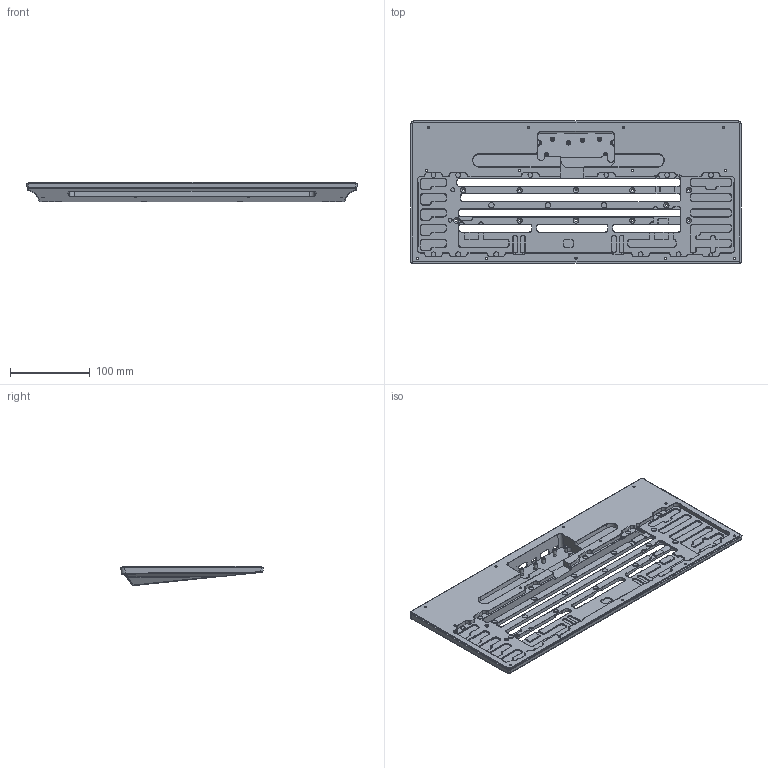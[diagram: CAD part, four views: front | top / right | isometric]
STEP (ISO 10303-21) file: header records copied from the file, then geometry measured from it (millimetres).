
FILE_DESCRIPTION(/* description */ ('STEP AP214','CAx-IF Rec.Pracs.---User Defined Attributes---1.5---2016-08-15'),/* implementation_level */ '2;1');
FILE_NAME(/* name */ '6934ee70dd5747af1b70bc72',/* time_stamp */ '2025-12-07T03:03:13Z',/* author */ (''),/* organization */ (''),/* preprocessor_version */ 'ST-DEVELOPER v20',/* originating_system */ 'ONSHAPE BY PTC INC, 1.207',/* authorisation */ ' ');
FILE_SCHEMA (('AUTOMOTIVE_DESIGN {1 0 10303 214 3 1 1}'));
Length unit declared in the file: metre
Products named in the file (1): Bottom Case
Bounding box: 414.36 x 178.57 x 24.07 mm (x, y, z)
Volume: 672814.1 mm3; surface area: 170004.8 mm2
Topology: 1 solids, 1 shells, 1258 faces, 3133 edges, 1908 vertices
Faces by surface type: plane 537, cylinder 400, cone 266, bspline 53, sphere 2
Full cylindrical faces by diameter (mm): 2.05 x8, 2.7 x13, 3.2 x14, 4.7 x17, 4.9 x2, 5 x1, 6.1 x11, 7.1 x2
Entity records: 38257 total; most frequent: CARTESIAN_POINT 8561, DIRECTION 6314, ORIENTED_EDGE 5976, EDGE_CURVE 2988, AXIS2_PLACEMENT_3D 2248, VERTEX_POINT 1876, LINE 1818, VECTOR 1818
